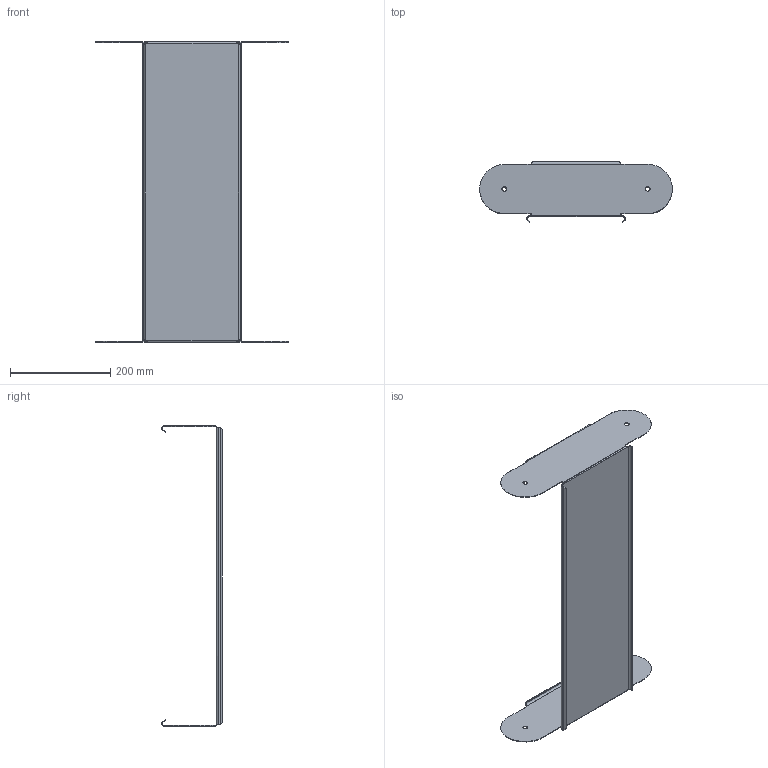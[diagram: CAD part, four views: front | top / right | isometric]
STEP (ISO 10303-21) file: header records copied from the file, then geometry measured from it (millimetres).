
FILE_DESCRIPTION(/* description */ (''),/* implementation_level */ '2;1');
FILE_NAME(/* name */ '7077972',/* time_stamp */ '2014-10-09T13:27:27+02:00',/* author */ (''),/* organization */ (''),/* preprocessor_version */ 'ST-DEVELOPER v15',/* originating_system */ '',/* authorisation */ '');
FILE_SCHEMA (('AUTOMOTIVE_DESIGN'));
Length unit declared in the file: millimetre
Products named in the file (1): Document
Bounding box: 384.99 x 121.25 x 600 mm (x, y, z)
Volume: 262118.2 mm3; surface area: 422826.9 mm2
Topology: 1 solids, 1 shells, 100 faces, 250 edges, 152 vertices
Faces by surface type: bspline 54, plane 46
Entity records: 3915 total; most frequent: CARTESIAN_POINT 2344, ORIENTED_EDGE 500, EDGE_CURVE 250, B_SPLINE_CURVE_WITH_KNOTS 178, VERTEX_POINT 152, EDGE_LOOP 108, ADVANCED_FACE 100, FACE_OUTER_BOUND 100
